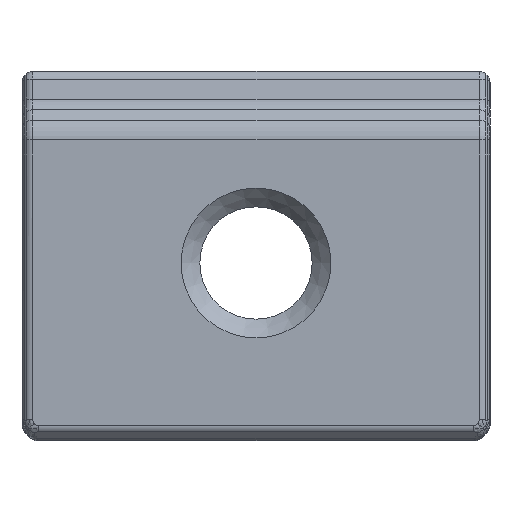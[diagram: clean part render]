
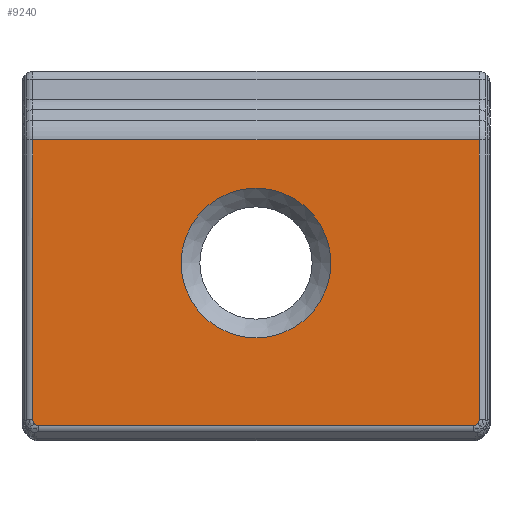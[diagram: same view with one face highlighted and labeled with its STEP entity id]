
A CAD part, left-side view. The second image highlights one B-rep face of the part: STEP entity #9240.
In plain terms, the highlighted planar face has unit normal (-1, 0, 0).
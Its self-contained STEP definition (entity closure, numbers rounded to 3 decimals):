
#16=FACE_BOUND('',#2896,.T.);
#168=PLANE('',#10187);
#556=LINE('',#16276,#1189);
#732=LINE('',#17205,#1365);
#733=LINE('',#17208,#1366);
#734=LINE('',#17209,#1367);
#1189=VECTOR('',#11719,10.);
#1365=VECTOR('',#12281,10.);
#1366=VECTOR('',#12284,4.023);
#1367=VECTOR('',#12285,10.);
#2233=FACE_OUTER_BOUND('',#2895,.T.);
#2895=EDGE_LOOP('',(#7481,#7482,#7483,#7484,#7485,#7486,#7487,#7488));
#2896=EDGE_LOOP('',(#7489));
#3218=CIRCLE('',#9576,0.115);
#3221=CIRCLE('',#9579,0.115);
#3239=CIRCLE('',#9597,0.115);
#3242=CIRCLE('',#9600,0.115);
#3518=CIRCLE('',#10116,1.6);
#3948=VERTEX_POINT('',#13685);
#3949=VERTEX_POINT('',#13692);
#3951=VERTEX_POINT('',#13738);
#3980=VERTEX_POINT('',#14575);
#3981=VERTEX_POINT('',#14582);
#3983=VERTEX_POINT('',#14628);
#4308=VERTEX_POINT('',#16270);
#4330=VERTEX_POINT('',#17012);
#4379=VERTEX_POINT('',#17207);
#4674=EDGE_CURVE('',#3948,#3949,#3218,.T.);
#4678=EDGE_CURVE('',#3951,#3948,#3221,.T.);
#4720=EDGE_CURVE('',#3980,#3981,#3239,.T.);
#4724=EDGE_CURVE('',#3983,#3980,#3242,.T.);
#5197=EDGE_CURVE('',#4308,#3983,#556,.T.);
#5347=EDGE_CURVE('',#4330,#4330,#3518,.T.);
#5442=EDGE_CURVE('',#3981,#3951,#732,.T.);
#5443=EDGE_CURVE('',#4308,#4379,#733,.T.);
#5444=EDGE_CURVE('',#3949,#4379,#734,.T.);
#7481=ORIENTED_EDGE('',*,*,#5443,.T.);
#7482=ORIENTED_EDGE('',*,*,#5444,.F.);
#7483=ORIENTED_EDGE('',*,*,#4674,.F.);
#7484=ORIENTED_EDGE('',*,*,#4678,.F.);
#7485=ORIENTED_EDGE('',*,*,#5442,.F.);
#7486=ORIENTED_EDGE('',*,*,#4720,.F.);
#7487=ORIENTED_EDGE('',*,*,#4724,.F.);
#7488=ORIENTED_EDGE('',*,*,#5197,.F.);
#7489=ORIENTED_EDGE('',*,*,#5347,.F.);
#9240=ADVANCED_FACE('',(#2233,#16),#168,.F.);
#9576=AXIS2_PLACEMENT_3D('',#13693,#10721,#10722);
#9579=AXIS2_PLACEMENT_3D('',#13740,#10727,#10728);
#9597=AXIS2_PLACEMENT_3D('',#14583,#10763,#10764);
#9600=AXIS2_PLACEMENT_3D('',#14630,#10769,#10770);
#10116=AXIS2_PLACEMENT_3D('',#17013,#12071,#12072);
#10187=AXIS2_PLACEMENT_3D('',#17206,#12282,#12283);
#10721=DIRECTION('center_axis',(1.,0.,0.));
#10722=DIRECTION('ref_axis',(0.,0.707,-0.707));
#10727=DIRECTION('center_axis',(1.,0.,0.));
#10728=DIRECTION('ref_axis',(0.,0.707,-0.707));
#10763=DIRECTION('center_axis',(1.,0.,0.));
#10764=DIRECTION('ref_axis',(0.,-0.707,-0.707));
#10769=DIRECTION('center_axis',(1.,0.,0.));
#10770=DIRECTION('ref_axis',(0.,-0.707,-0.707));
#11719=DIRECTION('',(0.,0.,-1.));
#12071=DIRECTION('center_axis',(-1.,0.,0.));
#12072=DIRECTION('ref_axis',(0.,-1.,0.));
#12281=DIRECTION('',(0.,1.,0.));
#12282=DIRECTION('center_axis',(1.,0.,0.));
#12283=DIRECTION('ref_axis',(0.,0.,-1.));
#12284=DIRECTION('',(0.,1.,0.));
#12285=DIRECTION('',(0.,0.,1.));
#13685=CARTESIAN_POINT('',(0.,4.734,0.266));
#13692=CARTESIAN_POINT('',(0.,4.767,0.348));
#13693=CARTESIAN_POINT('Origin',(0.,4.652,0.348));
#13738=CARTESIAN_POINT('',(0.,4.652,0.233));
#13740=CARTESIAN_POINT('Origin',(0.,4.652,0.348));
#14575=CARTESIAN_POINT('',(0.,-4.734,0.266));
#14582=CARTESIAN_POINT('',(0.,-4.652,0.233));
#14583=CARTESIAN_POINT('Origin',(0.,-4.652,
0.348));
#14628=CARTESIAN_POINT('',(0.,-4.767,0.348));
#14630=CARTESIAN_POINT('Origin',(0.,-4.652,
0.348));
#16270=CARTESIAN_POINT('',(0.,-4.767,6.33));
#16276=CARTESIAN_POINT('',(0.,-4.767,0.));
#17012=CARTESIAN_POINT('',(0.,1.6,3.7));
#17013=CARTESIAN_POINT('Origin',(0.,0.,3.7));
#17205=CARTESIAN_POINT('',(0.,4.5,0.233));
#17206=CARTESIAN_POINT('Origin',(0.,5.,0.));
#17207=CARTESIAN_POINT('',(0.,4.767,6.33));
#17208=CARTESIAN_POINT('',(0.,-0.173,6.33));
#17209=CARTESIAN_POINT('',(0.,4.767,0.));
